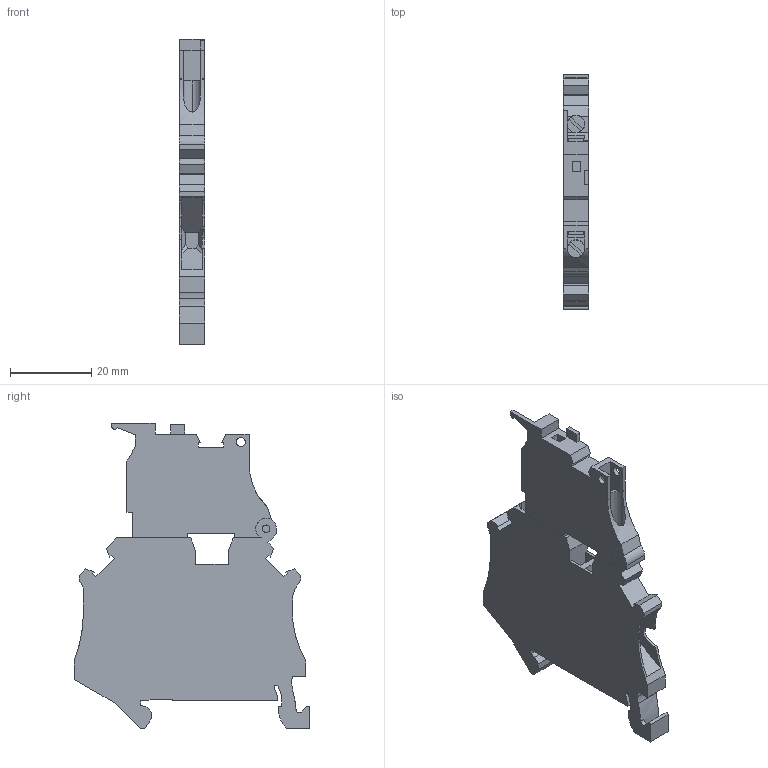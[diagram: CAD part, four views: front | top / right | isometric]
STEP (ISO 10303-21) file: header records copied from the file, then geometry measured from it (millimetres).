
FILE_DESCRIPTION(('STEP AP214'),'1');
FILE_NAME('cctmp_B1D910A5-0817-46C7-BFCD-78A7832F51E5_2023_07_24_09_31_45_0375..stp','2023-07-24T07:31:45',('SIEMENS A&D'),('CADClick - www.CADClick.com'),'Spatial InterOp 3D postprocessed',' ','unknown authorization');
FILE_SCHEMA(('AUTOMOTIVE_DESIGN'));
Length unit declared in the file: millimetre
Products named in the file (1): 2023_07_24_09_31_45_0364
Bounding box: 6.15 x 57.8 x 74.98 mm (x, y, z)
Volume: 15057.6 mm3; surface area: 9392.8 mm2
Topology: 1 solids, 1 shells, 232 faces, 667 edges, 439 vertices
Faces by surface type: plane 187, cylinder 45
Entity records: 8852 total; most frequent: CARTESIAN_POINT 1927, ORIENTED_EDGE 1334, DIRECTION 1244, EDGE_CURVE 667, LINE 548, VECTOR 548, VERTEX_POINT 439, AXIS2_PLACEMENT_3D 348
